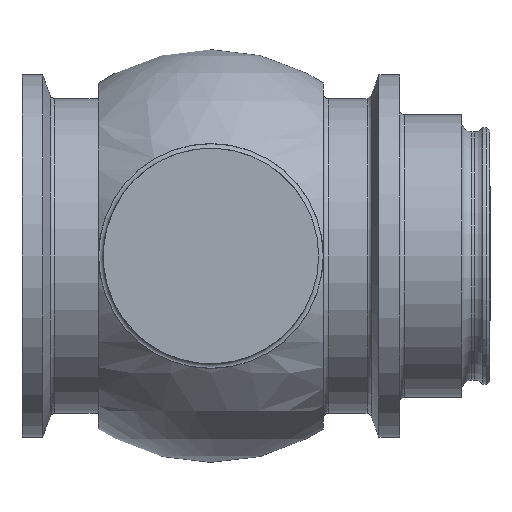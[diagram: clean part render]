
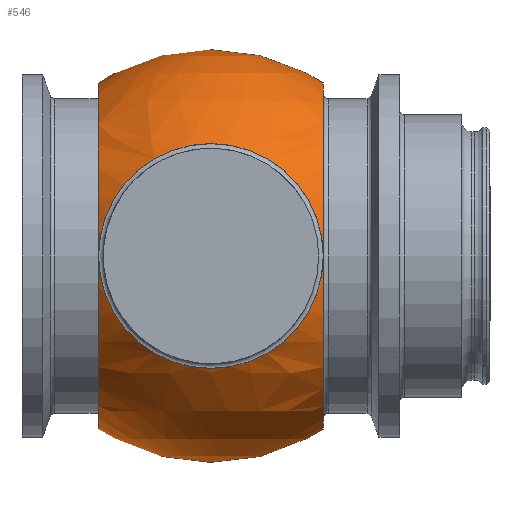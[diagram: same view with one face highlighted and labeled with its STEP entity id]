
A CAD part, left-side view. The second image highlights one B-rep face of the part: STEP entity #546.
In plain terms, the highlighted spherical face has radius 36.5 mm.
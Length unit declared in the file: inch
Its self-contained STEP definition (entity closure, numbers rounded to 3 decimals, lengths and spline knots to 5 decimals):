
#25=FACE_BOUND('',#96,.T.);
#26=FACE_BOUND('',#97,.T.);
#27=FACE_BOUND('',#98,.T.);
#34=SPHERICAL_SURFACE('',#654,1.437);
#64=FACE_OUTER_BOUND('',#95,.T.);
#95=EDGE_LOOP('',(#467,#468,#469,#470,#471,#472,#473));
#96=EDGE_LOOP('',(#474));
#97=EDGE_LOOP('',(#475));
#98=EDGE_LOOP('',(#476));
#198=CIRCLE('',#655,0.78291);
#199=CIRCLE('',#656,0.78291);
#200=CIRCLE('',#657,1.437);
#201=CIRCLE('',#658,0.78291);
#202=CIRCLE('',#659,1.437);
#203=CIRCLE('',#660,1.20494);
#204=CIRCLE('',#661,0.78291);
#205=CIRCLE('',#662,1.20364);
#261=VERTEX_POINT('',#1034);
#262=VERTEX_POINT('',#1035);
#263=VERTEX_POINT('',#1037);
#264=VERTEX_POINT('',#1039);
#265=VERTEX_POINT('',#1042);
#266=VERTEX_POINT('',#1044);
#267=VERTEX_POINT('',#1046);
#268=VERTEX_POINT('',#1048);
#341=EDGE_CURVE('',#261,#262,#198,.T.);
#342=EDGE_CURVE('',#263,#261,#199,.T.);
#343=EDGE_CURVE('',#263,#264,#200,.T.);
#344=EDGE_CURVE('',#262,#263,#201,.T.);
#345=EDGE_CURVE('',#265,#262,#202,.T.);
#346=EDGE_CURVE('',#266,#266,#203,.T.);
#347=EDGE_CURVE('',#267,#267,#204,.T.);
#348=EDGE_CURVE('',#268,#268,#205,.T.);
#467=ORIENTED_EDGE('',*,*,#341,.F.);
#468=ORIENTED_EDGE('',*,*,#342,.F.);
#469=ORIENTED_EDGE('',*,*,#343,.T.);
#470=ORIENTED_EDGE('',*,*,#343,.F.);
#471=ORIENTED_EDGE('',*,*,#344,.F.);
#472=ORIENTED_EDGE('',*,*,#345,.F.);
#473=ORIENTED_EDGE('',*,*,#345,.T.);
#474=ORIENTED_EDGE('',*,*,#346,.T.);
#475=ORIENTED_EDGE('',*,*,#347,.F.);
#476=ORIENTED_EDGE('',*,*,#348,.F.);
#546=ADVANCED_FACE('',(#64,#25,#26,#27),#34,.T.);
#654=AXIS2_PLACEMENT_3D('',#1033,#843,#844);
#655=AXIS2_PLACEMENT_3D('',#1036,#845,#846);
#656=AXIS2_PLACEMENT_3D('',#1038,#847,#848);
#657=AXIS2_PLACEMENT_3D('',#1040,#849,#850);
#658=AXIS2_PLACEMENT_3D('',#1041,#851,#852);
#659=AXIS2_PLACEMENT_3D('',#1043,#853,#854);
#660=AXIS2_PLACEMENT_3D('',#1045,#855,#856);
#661=AXIS2_PLACEMENT_3D('',#1047,#857,#858);
#662=AXIS2_PLACEMENT_3D('',#1049,#859,#860);
#843=DIRECTION('center_axis',(0.,0.,1.));
#844=DIRECTION('ref_axis',(-1.,0.,0.));
#845=DIRECTION('center_axis',(1.,0.,0.));
#846=DIRECTION('ref_axis',(0.,-1.,0.));
#847=DIRECTION('center_axis',(1.,0.,0.));
#848=DIRECTION('ref_axis',(0.,-1.,0.));
#849=DIRECTION('center_axis',(0.,1.,0.));
#850=DIRECTION('ref_axis',(1.,0.,0.));
#851=DIRECTION('center_axis',(1.,0.,0.));
#852=DIRECTION('ref_axis',(0.,-1.,0.));
#853=DIRECTION('center_axis',(0.,1.,0.));
#854=DIRECTION('ref_axis',(1.,0.,0.));
#855=DIRECTION('center_axis',(0.,1.,0.));
#856=DIRECTION('ref_axis',(-1.,0.,0.));
#857=DIRECTION('center_axis',(-1.,0.,0.));
#858=DIRECTION('ref_axis',(0.,0.,-1.));
#859=DIRECTION('center_axis',(0.,1.,0.));
#860=DIRECTION('ref_axis',(-1.,0.,0.));
#1033=CARTESIAN_POINT('Origin',(0.,1.943,0.));
#1034=CARTESIAN_POINT('',(1.205,2.72591,0.));
#1035=CARTESIAN_POINT('',(1.205,1.943,0.78291));
#1036=CARTESIAN_POINT('Origin',(1.205,1.943,0.));
#1037=CARTESIAN_POINT('',(1.205,1.943,-0.78291));
#1038=CARTESIAN_POINT('Origin',(1.205,1.943,0.));
#1039=CARTESIAN_POINT('',(0.,1.943,-1.437));
#1040=CARTESIAN_POINT('Origin',(0.,1.943,0.));
#1041=CARTESIAN_POINT('Origin',(1.205,1.943,0.));
#1042=CARTESIAN_POINT('',(0.,1.943,1.437));
#1043=CARTESIAN_POINT('Origin',(0.,1.943,0.));
#1044=CARTESIAN_POINT('',(-1.20494,1.16,0.));
#1045=CARTESIAN_POINT('Origin',(0.,1.16,0.));
#1046=CARTESIAN_POINT('',(-1.205,1.16009,0.));
#1047=CARTESIAN_POINT('Origin',(-1.205,1.943,0.));
#1048=CARTESIAN_POINT('',(-1.20364,2.728,0.));
#1049=CARTESIAN_POINT('Origin',(0.,2.728,0.));
